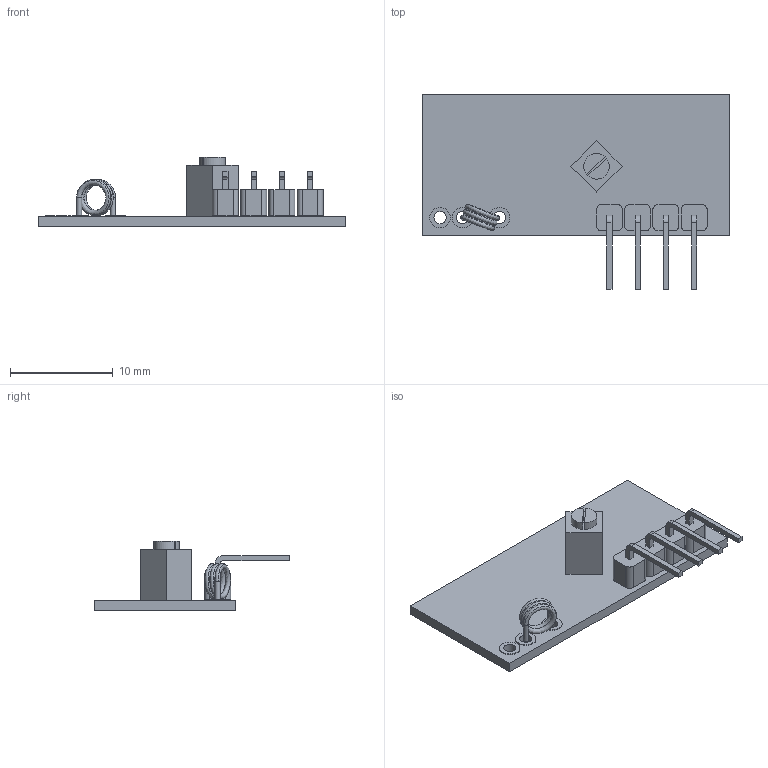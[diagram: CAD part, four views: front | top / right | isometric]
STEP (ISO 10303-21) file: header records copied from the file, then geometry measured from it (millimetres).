
FILE_DESCRIPTION(/* description */ (''),/* implementation_level */ '2;1');
FILE_NAME(/* name */ '433MhzRX v4.step',/* time_stamp */ '2018-02-02T23:17:35+01:00',/* author */ ('wolfgangPBQGC'),/* organization */ (''),/* preprocessor_version */ 'ST-DEVELOPER v16.13',/* originating_system */ 'Autodesk Translation Framework v6.5.0.72',/* authorisation */ '');
FILE_SCHEMA (('AUTOMOTIVE_DESIGN { 1 0 10303 214 3 1 1 }'));
Length unit declared in the file: millimetre
Products named in the file (7): 433MhzRX; 433 OOK Receiver; pcb; Pin Headers; Pin Header Bendt; small coil v1; Frequency Selector
Assembly tree (9 placements, depth 4):
  433MhzRX
    433 OOK Receiver
      pcb
      Pin Headers
        Pin Header Bendt  x4
      small coil v1
      Frequency Selector
Bounding box: 30 x 19.01 x 6.8 mm (x, y, z)
Volume: 549.1 mm3; surface area: 1290.2 mm2
Topology: 7 solids, 7 shells, 121 faces, 287 edges, 193 vertices
Faces by surface type: plane 77, cylinder 42, bspline 2
Full cylindrical faces by diameter (mm): 0.5 x2, 1.2 x7, 2 x7
Entity records: 2801 total; most frequent: CARTESIAN_POINT 998, DIRECTION 354, ORIENTED_EDGE 286, EDGE_CURVE 143, AXIS2_PLACEMENT_3D 135, VERTEX_POINT 97, EDGE_LOOP 88, LINE 84
